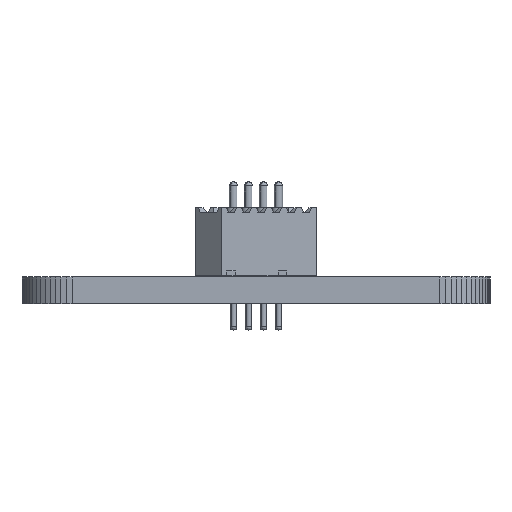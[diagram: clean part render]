
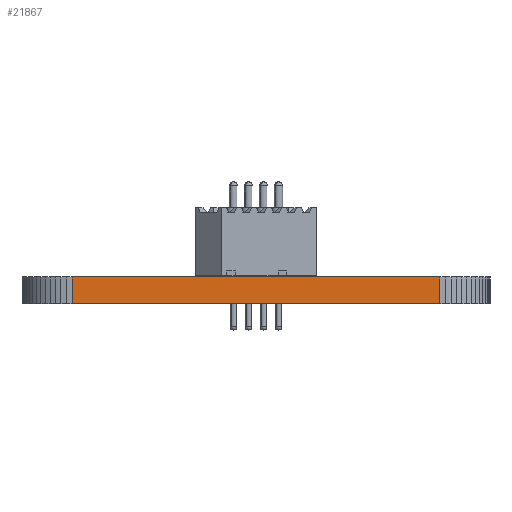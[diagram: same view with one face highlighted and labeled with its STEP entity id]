
A CAD part, left-side view. The second image highlights one B-rep face of the part: STEP entity #21867.
In plain terms, the highlighted planar face has unit normal (-1, 0, 0).
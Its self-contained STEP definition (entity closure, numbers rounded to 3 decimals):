
#13219 = PLANE('',#13220);
#13220 = AXIS2_PLACEMENT_3D('',#13221,#13222,#13223);
#13221 = CARTESIAN_POINT('',(45.4,-35.,1.6));
#13222 = DIRECTION('',(-0.,-0.,-1.));
#13223 = DIRECTION('',(-1.,0.,0.));
#13273 = PLANE('',#13274);
#13274 = AXIS2_PLACEMENT_3D('',#13275,#13276,#13277);
#13275 = CARTESIAN_POINT('',(45.4,-35.,0.));
#13276 = DIRECTION('',(-0.,-0.,-1.));
#13277 = DIRECTION('',(-1.,0.,0.));
#14558 = VERTEX_POINT('',#14559);
#14559 = CARTESIAN_POINT('',(25.8,-46.,0.));
#14573 = PLANE('',#14574);
#14574 = AXIS2_PLACEMENT_3D('',#14575,#14576,#14577);
#14575 = CARTESIAN_POINT('',(25.819,-46.336,0.));
#14576 = DIRECTION('',(-0.998,-0.056,0.));
#14577 = DIRECTION('',(-0.056,0.998,0.));
#14585 = EDGE_CURVE('',#14558,#14586,#14588,.T.);
#14586 = VERTEX_POINT('',#14587);
#14587 = CARTESIAN_POINT('',(25.8,-24.,0.));
#14588 = SURFACE_CURVE('',#14589,(#14593,#14600),.PCURVE_S1.);
#14589 = LINE('',#14590,#14591);
#14590 = CARTESIAN_POINT('',(25.8,-46.,0.));
#14591 = VECTOR('',#14592,1.);
#14592 = DIRECTION('',(0.,1.,0.));
#14593 = PCURVE('',#13273,#14594);
#14594 = DEFINITIONAL_REPRESENTATION('',(#14595),#14599);
#14595 = LINE('',#14596,#14597);
#14596 = CARTESIAN_POINT('',(19.6,-11.));
#14597 = VECTOR('',#14598,1.);
#14598 = DIRECTION('',(0.,1.));
#14599 = ( GEOMETRIC_REPRESENTATION_CONTEXT(2) 
PARAMETRIC_REPRESENTATION_CONTEXT() REPRESENTATION_CONTEXT('2D SPACE',''
  ) );
#14600 = PCURVE('',#14601,#14606);
#14601 = PLANE('',#14602);
#14602 = AXIS2_PLACEMENT_3D('',#14603,#14604,#14605);
#14603 = CARTESIAN_POINT('',(25.8,-46.,0.));
#14604 = DIRECTION('',(-1.,0.,0.));
#14605 = DIRECTION('',(0.,1.,0.));
#14606 = DEFINITIONAL_REPRESENTATION('',(#14607),#14611);
#14607 = LINE('',#14608,#14609);
#14608 = CARTESIAN_POINT('',(0.,0.));
#14609 = VECTOR('',#14610,1.);
#14610 = DIRECTION('',(1.,0.));
#14611 = ( GEOMETRIC_REPRESENTATION_CONTEXT(2) 
PARAMETRIC_REPRESENTATION_CONTEXT() REPRESENTATION_CONTEXT('2D SPACE',''
  ) );
#14629 = PLANE('',#14630);
#14630 = AXIS2_PLACEMENT_3D('',#14631,#14632,#14633);
#14631 = CARTESIAN_POINT('',(25.8,-24.,0.));
#14632 = DIRECTION('',(-0.998,0.056,0.));
#14633 = DIRECTION('',(0.056,0.998,0.));
#18621 = VERTEX_POINT('',#18622);
#18622 = CARTESIAN_POINT('',(25.8,-46.,1.6));
#18643 = EDGE_CURVE('',#18621,#18644,#18646,.T.);
#18644 = VERTEX_POINT('',#18645);
#18645 = CARTESIAN_POINT('',(25.8,-24.,1.6));
#18646 = SURFACE_CURVE('',#18647,(#18651,#18658),.PCURVE_S1.);
#18647 = LINE('',#18648,#18649);
#18648 = CARTESIAN_POINT('',(25.8,-46.,1.6));
#18649 = VECTOR('',#18650,1.);
#18650 = DIRECTION('',(0.,1.,0.));
#18651 = PCURVE('',#13219,#18652);
#18652 = DEFINITIONAL_REPRESENTATION('',(#18653),#18657);
#18653 = LINE('',#18654,#18655);
#18654 = CARTESIAN_POINT('',(19.6,-11.));
#18655 = VECTOR('',#18656,1.);
#18656 = DIRECTION('',(0.,1.));
#18657 = ( GEOMETRIC_REPRESENTATION_CONTEXT(2) 
PARAMETRIC_REPRESENTATION_CONTEXT() REPRESENTATION_CONTEXT('2D SPACE',''
  ) );
#18658 = PCURVE('',#14601,#18659);
#18659 = DEFINITIONAL_REPRESENTATION('',(#18660),#18664);
#18660 = LINE('',#18661,#18662);
#18661 = CARTESIAN_POINT('',(0.,-1.6));
#18662 = VECTOR('',#18663,1.);
#18663 = DIRECTION('',(1.,0.));
#18664 = ( GEOMETRIC_REPRESENTATION_CONTEXT(2) 
PARAMETRIC_REPRESENTATION_CONTEXT() REPRESENTATION_CONTEXT('2D SPACE',''
  ) );
#21817 = EDGE_CURVE('',#14586,#18644,#21818,.T.);
#21818 = SURFACE_CURVE('',#21819,(#21823,#21830),.PCURVE_S1.);
#21819 = LINE('',#21820,#21821);
#21820 = CARTESIAN_POINT('',(25.8,-24.,0.));
#21821 = VECTOR('',#21822,1.);
#21822 = DIRECTION('',(0.,0.,1.));
#21823 = PCURVE('',#14629,#21824);
#21824 = DEFINITIONAL_REPRESENTATION('',(#21825),#21829);
#21825 = LINE('',#21826,#21827);
#21826 = CARTESIAN_POINT('',(0.,0.));
#21827 = VECTOR('',#21828,1.);
#21828 = DIRECTION('',(0.,-1.));
#21829 = ( GEOMETRIC_REPRESENTATION_CONTEXT(2) 
PARAMETRIC_REPRESENTATION_CONTEXT() REPRESENTATION_CONTEXT('2D SPACE',''
  ) );
#21830 = PCURVE('',#14601,#21831);
#21831 = DEFINITIONAL_REPRESENTATION('',(#21832),#21836);
#21832 = LINE('',#21833,#21834);
#21833 = CARTESIAN_POINT('',(22.,0.));
#21834 = VECTOR('',#21835,1.);
#21835 = DIRECTION('',(0.,-1.));
#21836 = ( GEOMETRIC_REPRESENTATION_CONTEXT(2) 
PARAMETRIC_REPRESENTATION_CONTEXT() REPRESENTATION_CONTEXT('2D SPACE',''
  ) );
#21867 = ADVANCED_FACE('',(#21868),#14601,.T.);
#21868 = FACE_BOUND('',#21869,.T.);
#21869 = EDGE_LOOP('',(#21870,#21891,#21892,#21893));
#21870 = ORIENTED_EDGE('',*,*,#21871,.T.);
#21871 = EDGE_CURVE('',#14558,#18621,#21872,.T.);
#21872 = SURFACE_CURVE('',#21873,(#21877,#21884),.PCURVE_S1.);
#21873 = LINE('',#21874,#21875);
#21874 = CARTESIAN_POINT('',(25.8,-46.,0.));
#21875 = VECTOR('',#21876,1.);
#21876 = DIRECTION('',(0.,0.,1.));
#21877 = PCURVE('',#14601,#21878);
#21878 = DEFINITIONAL_REPRESENTATION('',(#21879),#21883);
#21879 = LINE('',#21880,#21881);
#21880 = CARTESIAN_POINT('',(0.,0.));
#21881 = VECTOR('',#21882,1.);
#21882 = DIRECTION('',(0.,-1.));
#21883 = ( GEOMETRIC_REPRESENTATION_CONTEXT(2) 
PARAMETRIC_REPRESENTATION_CONTEXT() REPRESENTATION_CONTEXT('2D SPACE',''
  ) );
#21884 = PCURVE('',#14573,#21885);
#21885 = DEFINITIONAL_REPRESENTATION('',(#21886),#21890);
#21886 = LINE('',#21887,#21888);
#21887 = CARTESIAN_POINT('',(0.336,0.));
#21888 = VECTOR('',#21889,1.);
#21889 = DIRECTION('',(0.,-1.));
#21890 = ( GEOMETRIC_REPRESENTATION_CONTEXT(2) 
PARAMETRIC_REPRESENTATION_CONTEXT() REPRESENTATION_CONTEXT('2D SPACE',''
  ) );
#21891 = ORIENTED_EDGE('',*,*,#18643,.T.);
#21892 = ORIENTED_EDGE('',*,*,#21817,.F.);
#21893 = ORIENTED_EDGE('',*,*,#14585,.F.);
